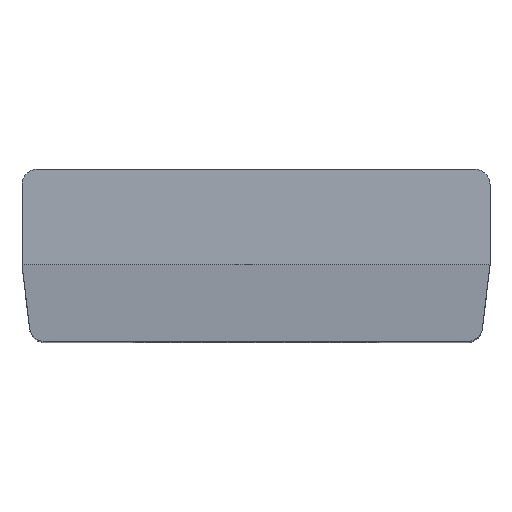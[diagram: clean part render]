
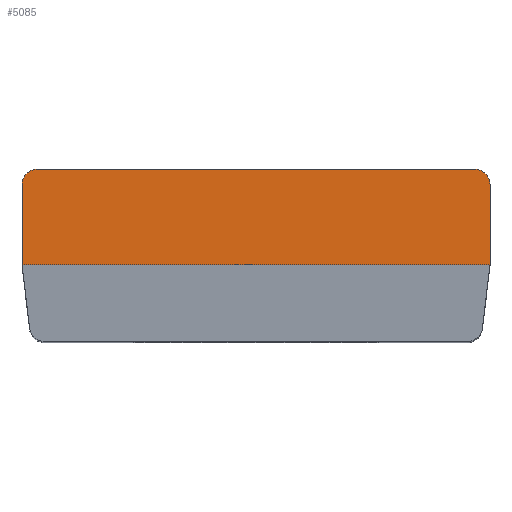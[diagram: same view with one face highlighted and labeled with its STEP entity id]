
A CAD part, top view. The second image highlights one B-rep face of the part: STEP entity #5085.
In plain terms, the highlighted planar face has unit normal (0, 0, 1).
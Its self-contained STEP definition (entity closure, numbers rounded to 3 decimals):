
#393 = DIRECTION ( 'NONE',  ( 0., -1., 0. ) ) ;
#1163 = CIRCLE ( 'NONE', #2957, 0.25 ) ;
#1216 = VECTOR ( 'NONE', #1747, 1000. ) ;
#1287 = CARTESIAN_POINT ( 'NONE',  ( -3.8, -0.15, 10.85 ) ) ;
#1346 = ORIENTED_EDGE ( 'NONE', *, *, #10488, .T. ) ;
#1521 = LINE ( 'NONE', #2645, #10701 ) ;
#1747 = DIRECTION ( 'NONE',  ( -1., 0., 0. ) ) ;
#2011 = VERTEX_POINT ( 'NONE', #13271 ) ;
#2386 = PLANE ( 'NONE',  #7574 ) ;
#2528 = CARTESIAN_POINT ( 'NONE',  ( 0., -0.15, 10.85 ) ) ;
#2645 = CARTESIAN_POINT ( 'NONE',  ( 3.8, -1.4, 10.85 ) ) ;
#2780 = LINE ( 'NONE', #7072, #1216 ) ;
#2808 = EDGE_CURVE ( 'NONE', #10761, #9778, #1521, .T. ) ;
#2957 = AXIS2_PLACEMENT_3D ( 'NONE', #12619, #13809, #3028 ) ;
#3028 = DIRECTION ( 'NONE',  ( -1., 0., 0. ) ) ;
#3247 = DIRECTION ( 'NONE',  ( 0., 0., 1. ) ) ;
#3556 = LINE ( 'NONE', #10237, #11902 ) ;
#3702 = DIRECTION ( 'NONE',  ( 1., 0., 0. ) ) ;
#4103 = CARTESIAN_POINT ( 'NONE',  ( 3.8, -0.15, 10.85 ) ) ;
#4470 = CARTESIAN_POINT ( 'NONE',  ( 0., 0., 10.85 ) ) ;
#4786 = EDGE_LOOP ( 'NONE', ( #7027, #1346, #8878, #13823, #10392, #6817 ) ) ;
#5085 = ADVANCED_FACE ( 'NONE', ( #10989 ), #2386, .F. ) ;
#5947 = CARTESIAN_POINT ( 'NONE',  ( -3.55, 1.4, 10.85 ) ) ;
#6817 = ORIENTED_EDGE ( 'NONE', *, *, #9555, .T. ) ;
#6876 = DIRECTION ( 'NONE',  ( 0., 1., 0. ) ) ;
#7027 = ORIENTED_EDGE ( 'NONE', *, *, #2808, .T. ) ;
#7072 = CARTESIAN_POINT ( 'NONE',  ( -3.8, 1.4, 10.85 ) ) ;
#7226 = AXIS2_PLACEMENT_3D ( 'NONE', #11579, #3247, #9360 ) ;
#7278 = EDGE_CURVE ( 'NONE', #13854, #2011, #8123, .T. ) ;
#7387 = VERTEX_POINT ( 'NONE', #1287 ) ;
#7574 = AXIS2_PLACEMENT_3D ( 'NONE', #4470, #10030, #9967 ) ;
#8123 = CIRCLE ( 'NONE', #7226, 0.25 ) ;
#8781 = EDGE_CURVE ( 'NONE', #2011, #7387, #3556, .T. ) ;
#8878 = ORIENTED_EDGE ( 'NONE', *, *, #11845, .T. ) ;
#9274 = VECTOR ( 'NONE', #3702, 1000. ) ;
#9360 = DIRECTION ( 'NONE',  ( -1., 0., 0. ) ) ;
#9424 = VERTEX_POINT ( 'NONE', #12676 ) ;
#9555 = EDGE_CURVE ( 'NONE', #7387, #10761, #12318, .T. ) ;
#9778 = VERTEX_POINT ( 'NONE', #13441 ) ;
#9967 = DIRECTION ( 'NONE',  ( -1., 0., 0. ) ) ;
#10030 = DIRECTION ( 'NONE',  ( 0., 0., -1. ) ) ;
#10237 = CARTESIAN_POINT ( 'NONE',  ( -3.8, -1.4, 10.85 ) ) ;
#10392 = ORIENTED_EDGE ( 'NONE', *, *, #8781, .T. ) ;
#10488 = EDGE_CURVE ( 'NONE', #9778, #9424, #1163, .T. ) ;
#10701 = VECTOR ( 'NONE', #6876, 1000. ) ;
#10761 = VERTEX_POINT ( 'NONE', #4103 ) ;
#10989 = FACE_OUTER_BOUND ( 'NONE', #4786, .T. ) ;
#11579 = CARTESIAN_POINT ( 'NONE',  ( -3.55, 1.15, 10.85 ) ) ;
#11845 = EDGE_CURVE ( 'NONE', #9424, #13854, #2780, .T. ) ;
#11902 = VECTOR ( 'NONE', #393, 1000. ) ;
#12318 = LINE ( 'NONE', #2528, #9274 ) ;
#12619 = CARTESIAN_POINT ( 'NONE',  ( 3.55, 1.15, 10.85 ) ) ;
#12676 = CARTESIAN_POINT ( 'NONE',  ( 3.55, 1.4, 10.85 ) ) ;
#13271 = CARTESIAN_POINT ( 'NONE',  ( -3.8, 1.15, 10.85 ) ) ;
#13441 = CARTESIAN_POINT ( 'NONE',  ( 3.8, 1.15, 10.85 ) ) ;
#13809 = DIRECTION ( 'NONE',  ( 0., 0., 1. ) ) ;
#13823 = ORIENTED_EDGE ( 'NONE', *, *, #7278, .T. ) ;
#13854 = VERTEX_POINT ( 'NONE', #5947 ) ;
